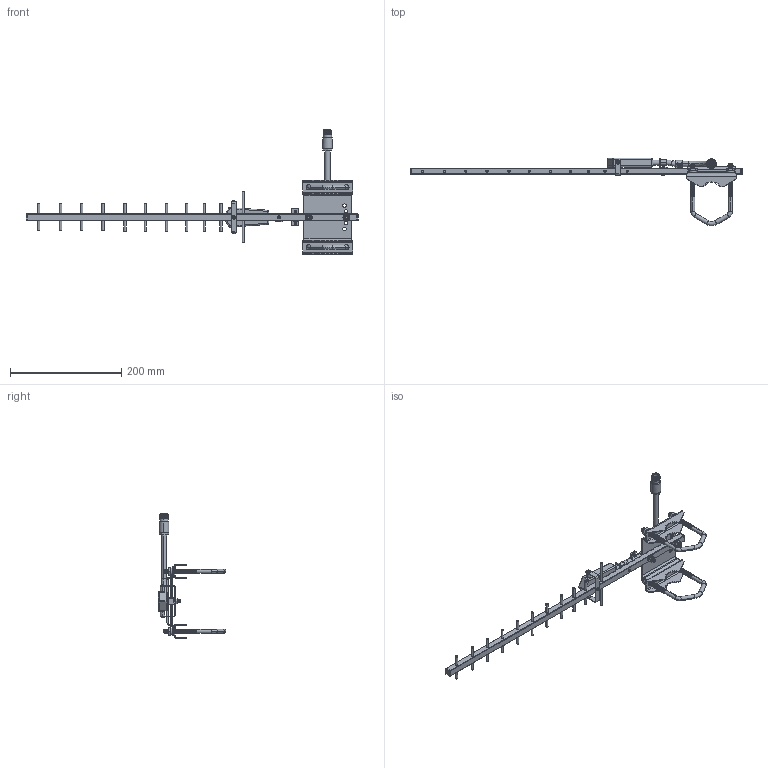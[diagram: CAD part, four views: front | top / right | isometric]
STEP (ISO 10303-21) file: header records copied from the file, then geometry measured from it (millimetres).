
FILE_DESCRIPTION (( 'STEP AP214' ), '1' );
FILE_NAME ('HG2412SY-NF.STEP', '2013-04-17T12:51:59', ( 'x' ), ( '' ), 'SwSTEP 2.0', 'SolidWorks 2012', '' );
FILE_SCHEMA (( 'AUTOMOTIVE_DESIGN' ));
Length unit declared in the file: inch
Products named in the file (1): HG2412SY-NF
Bounding box: 597.53 x 121.71 x 223.95 mm (x, y, z)
Volume: 169503.1 mm3; surface area: 132811.1 mm2
Topology: 2 solids, 5 shells, 1750 faces, 3938 edges, 2267 vertices
Faces by surface type: cone 966, plane 434, cylinder 267, torus 73, sphere 10
Entity records: 69313 total; most frequent: CARTESIAN_POINT 10127, DIRECTION 8874, ORIENTED_EDGE 7852, EDGE_CURVE 3926, AXIS2_PLACEMENT_3D 3446, VERTEX_POINT 2267, LINE 1982, VECTOR 1982
